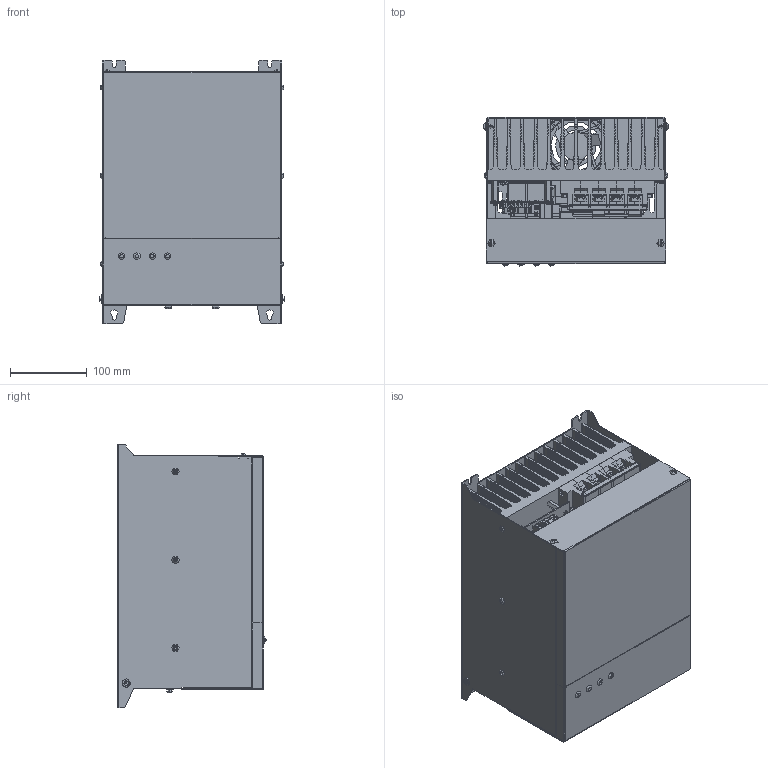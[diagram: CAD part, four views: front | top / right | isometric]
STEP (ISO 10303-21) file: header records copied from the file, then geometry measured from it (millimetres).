
FILE_DESCRIPTION (( 'STEP AP214' ), '1' );
FILE_NAME ('GS-7DBU.STEP', '2017-05-24T18:57:46', ( '' ), ( '' ), 'SwSTEP 2.0', 'SolidWorks 2015', '' );
FILE_SCHEMA (( 'AUTOMOTIVE_DESIGN' ));
Length unit declared in the file: millimetre
Products named in the file (1): GS-7DBU
Bounding box: 240.1 x 194.28 x 343 mm (x, y, z)
Topology: 0 solids, 358 shells, 4710 faces, 16431 edges, 11953 vertices
Faces by surface type: plane 3489, cylinder 825, cone 226, bspline 170
Entity records: 230774 total; most frequent: CARTESIAN_POINT 73931, ORIENTED_EDGE 27751, DIRECTION 25150, EDGE_CURVE 16386, VECTOR 12414, LINE 12414, VERTEX_POINT 11959, AXIS2_PLACEMENT_3D 6368
